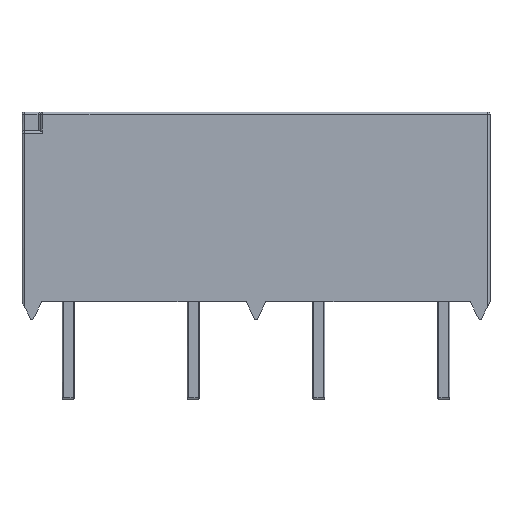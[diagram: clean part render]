
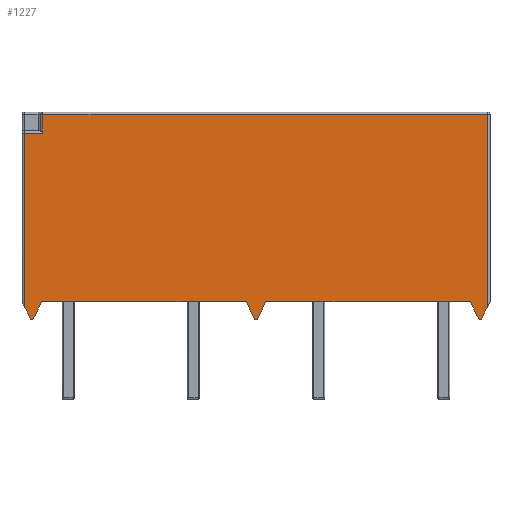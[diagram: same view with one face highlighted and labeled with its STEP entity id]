
A CAD part, front view. The second image highlights one B-rep face of the part: STEP entity #1227.
In plain terms, the highlighted planar face has unit normal (0, -1, 0).
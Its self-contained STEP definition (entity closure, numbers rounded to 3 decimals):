
#95=CIRCLE('',#1330,0.05);
#96=CIRCLE('',#1331,0.05);
#97=CIRCLE('',#1332,0.05);
#131=ORIENTED_EDGE('',*,*,#487,.T.);
#132=ORIENTED_EDGE('',*,*,#488,.T.);
#133=ORIENTED_EDGE('',*,*,#489,.T.);
#134=ORIENTED_EDGE('',*,*,#490,.T.);
#135=ORIENTED_EDGE('',*,*,#491,.T.);
#136=ORIENTED_EDGE('',*,*,#492,.T.);
#137=ORIENTED_EDGE('',*,*,#493,.T.);
#138=ORIENTED_EDGE('',*,*,#494,.T.);
#139=ORIENTED_EDGE('',*,*,#495,.T.);
#140=ORIENTED_EDGE('',*,*,#496,.T.);
#141=ORIENTED_EDGE('',*,*,#497,.T.);
#142=ORIENTED_EDGE('',*,*,#498,.T.);
#143=ORIENTED_EDGE('',*,*,#499,.T.);
#144=ORIENTED_EDGE('',*,*,#500,.T.);
#145=ORIENTED_EDGE('',*,*,#501,.T.);
#146=ORIENTED_EDGE('',*,*,#502,.T.);
#487=EDGE_CURVE('',#665,#666,#776,.T.);
#488=EDGE_CURVE('',#666,#667,#777,.F.);
#489=EDGE_CURVE('',#667,#668,#778,.F.);
#490=EDGE_CURVE('',#668,#669,#779,.T.);
#491=EDGE_CURVE('',#669,#670,#780,.T.);
#492=EDGE_CURVE('',#670,#671,#95,.F.);
#493=EDGE_CURVE('',#671,#672,#781,.T.);
#494=EDGE_CURVE('',#672,#673,#782,.T.);
#495=EDGE_CURVE('',#673,#674,#783,.T.);
#496=EDGE_CURVE('',#674,#675,#96,.F.);
#497=EDGE_CURVE('',#675,#676,#784,.T.);
#498=EDGE_CURVE('',#676,#677,#785,.T.);
#499=EDGE_CURVE('',#677,#678,#786,.T.);
#500=EDGE_CURVE('',#678,#679,#97,.F.);
#501=EDGE_CURVE('',#679,#680,#787,.T.);
#502=EDGE_CURVE('',#680,#665,#788,.T.);
#665=VERTEX_POINT('',#1837);
#666=VERTEX_POINT('',#1838);
#667=VERTEX_POINT('',#1840);
#668=VERTEX_POINT('',#1842);
#669=VERTEX_POINT('',#1844);
#670=VERTEX_POINT('',#1846);
#671=VERTEX_POINT('',#1848);
#672=VERTEX_POINT('',#1850);
#673=VERTEX_POINT('',#1852);
#674=VERTEX_POINT('',#1854);
#675=VERTEX_POINT('',#1856);
#676=VERTEX_POINT('',#1858);
#677=VERTEX_POINT('',#1860);
#678=VERTEX_POINT('',#1862);
#679=VERTEX_POINT('',#1864);
#680=VERTEX_POINT('',#1866);
#776=LINE('',#1836,#904);
#777=LINE('',#1839,#905);
#778=LINE('',#1841,#906);
#779=LINE('',#1843,#907);
#780=LINE('',#1845,#908);
#781=LINE('',#1849,#909);
#782=LINE('',#1851,#910);
#783=LINE('',#1853,#911);
#784=LINE('',#1857,#912);
#785=LINE('',#1859,#913);
#786=LINE('',#1861,#914);
#787=LINE('',#1865,#915);
#788=LINE('',#1867,#916);
#904=VECTOR('',#1461,1000.);
#905=VECTOR('',#1462,1000.);
#906=VECTOR('',#1463,1000.);
#907=VECTOR('',#1464,1000.);
#908=VECTOR('',#1465,1000.);
#909=VECTOR('',#1468,1000.);
#910=VECTOR('',#1469,1000.);
#911=VECTOR('',#1470,1000.);
#912=VECTOR('',#1473,1000.);
#913=VECTOR('',#1474,1000.);
#914=VECTOR('',#1475,1000.);
#915=VECTOR('',#1478,1000.);
#916=VECTOR('',#1479,1000.);
#1027=EDGE_LOOP('',(#131,#132,#133,#134,#135,#136,#137,#138,#139,#140,#141,
#142,#143,#144,#145,#146));
#1106=FACE_BOUND('',#1027,.T.);
#1185=PLANE('',#1329);
#1227=ADVANCED_FACE('',(#1106),#1185,.F.);
#1329=AXIS2_PLACEMENT_3D('',#1835,#1459,#1460);
#1330=AXIS2_PLACEMENT_3D('',#1847,#1466,#1467);
#1331=AXIS2_PLACEMENT_3D('',#1855,#1471,#1472);
#1332=AXIS2_PLACEMENT_3D('',#1863,#1476,#1477);
#1459=DIRECTION('',(0.,1.,0.));
#1460=DIRECTION('',(0.,0.,1.));
#1461=DIRECTION('',(-1.,0.,0.));
#1462=DIRECTION('',(0.,0.,1.));
#1463=DIRECTION('',(1.,0.,0.));
#1464=DIRECTION('',(0.,0.,-1.));
#1465=DIRECTION('',(0.447,0.,-0.894));
#1466=DIRECTION('',(0.,1.,0.));
#1467=DIRECTION('',(0.,0.,1.));
#1468=DIRECTION('',(0.447,0.,0.894));
#1469=DIRECTION('',(1.,0.,0.));
#1470=DIRECTION('',(0.447,0.,-0.894));
#1471=DIRECTION('',(0.,1.,0.));
#1472=DIRECTION('',(0.,0.,1.));
#1473=DIRECTION('',(0.447,0.,0.894));
#1474=DIRECTION('',(1.,0.,0.));
#1475=DIRECTION('',(0.447,0.,-0.894));
#1476=DIRECTION('',(0.,1.,0.));
#1477=DIRECTION('',(0.,0.,1.));
#1478=DIRECTION('',(0.447,0.,0.894));
#1479=DIRECTION('',(0.,0.,1.));
#1835=CARTESIAN_POINT('',(0.,0.,0.));
#1836=CARTESIAN_POINT('',(-8.75,0.,3.75));
#1837=CARTESIAN_POINT('',(9.4,0.,3.75));
#1838=CARTESIAN_POINT('',(-8.65,0.,3.75));
#1839=CARTESIAN_POINT('',(-8.65,0.,0.));
#1840=CARTESIAN_POINT('',(-8.65,0.,3.));
#1841=CARTESIAN_POINT('',(0.,0.,3.));
#1842=CARTESIAN_POINT('',(-9.4,0.,3.));
#1843=CARTESIAN_POINT('',(-9.4,0.,-3.85));
#1844=CARTESIAN_POINT('',(-9.4,0.,-4.05));
#1845=CARTESIAN_POINT('',(-9.1,0.,-4.65));
#1846=CARTESIAN_POINT('',(-9.145,0.,-4.561));
#1847=CARTESIAN_POINT('',(-9.1,0.,-4.538));
#1848=CARTESIAN_POINT('',(-9.055,0.,-4.561));
#1849=CARTESIAN_POINT('',(-9.1,0.,-4.65));
#1850=CARTESIAN_POINT('',(-8.7,0.,-3.85));
#1851=CARTESIAN_POINT('',(-0.4,0.,-3.85));
#1852=CARTESIAN_POINT('',(-0.4,0.,-3.85));
#1853=CARTESIAN_POINT('',(0.,0.,-4.65));
#1854=CARTESIAN_POINT('',(-0.045,0.,-4.561));
#1855=CARTESIAN_POINT('',(0.,0.,-4.538));
#1856=CARTESIAN_POINT('',(0.045,0.,-4.561));
#1857=CARTESIAN_POINT('',(0.4,0.,-3.85));
#1858=CARTESIAN_POINT('',(0.4,0.,-3.85));
#1859=CARTESIAN_POINT('',(8.7,0.,-3.85));
#1860=CARTESIAN_POINT('',(8.7,0.,-3.85));
#1861=CARTESIAN_POINT('',(9.1,0.,-4.65));
#1862=CARTESIAN_POINT('',(9.055,0.,-4.561));
#1863=CARTESIAN_POINT('',(9.1,0.,-4.538));
#1864=CARTESIAN_POINT('',(9.145,0.,-4.561));
#1865=CARTESIAN_POINT('',(9.1,0.,-4.65));
#1866=CARTESIAN_POINT('',(9.4,0.,-4.05));
#1867=CARTESIAN_POINT('',(9.4,0.,3.75));
